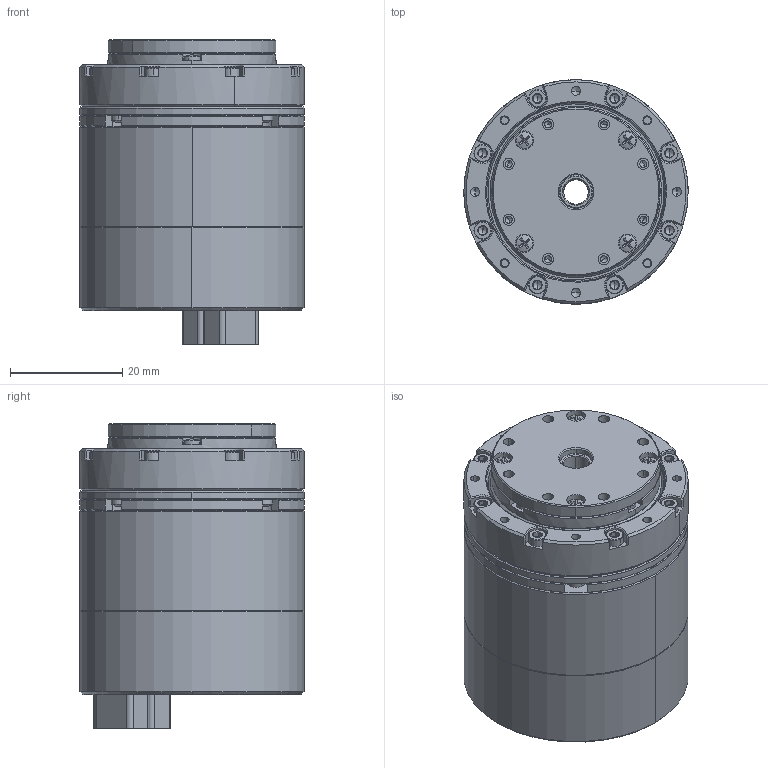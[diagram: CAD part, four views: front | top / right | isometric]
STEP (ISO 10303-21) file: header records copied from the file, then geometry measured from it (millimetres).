
FILE_DESCRIPTION((''),'2;1');
FILE_NAME('MODEL_PH08N_0314_ASM_1_ASM_1_AS_ASM','2024-12-17T14:04:37',('Administrator'),(''),'CREO PARAMETRIC BY PTC INC, 2018050','CREO PARAMETRIC BY PTC INC, 2018050','');
FILE_SCHEMA(('CONFIG_CONTROL_DESIGN','SHAPE_APPEARANCE_LAYERS_GROUPS'));
Length unit declared in the file: millimetre
Products named in the file (3): PH08_01A1_18_1_1_1_1; PH08_03A1_15_1_1_1_1; MODEL_PH08N_0314_ASM_1_ASM_1_AS_ASM
Assembly tree (2 placements, depth 2):
  MODEL_PH08N_0314_ASM_1_ASM_1_AS_ASM
    PH08_01A1_18_1_1_1_1
    PH08_03A1_15_1_1_1_1
Bounding box: 40 x 40 x 54.33 mm (x, y, z)
Volume: 56214.9 mm3; surface area: 17071.4 mm2
Topology: 2 solids, 6 shells, 1186 faces, 2793 edges, 1695 vertices
Faces by surface type: plane 708, cylinder 264, cone 178, sphere 32, torus 4
Entity records: 41945 total; most frequent: CARTESIAN_POINT 6349, DIRECTION 6114, ORIENTED_EDGE 5506, EDGE_CURVE 2753, AXIS2_PLACEMENT_3D 2310, VERTEX_POINT 1695, VECTOR 1494, LINE 1494
